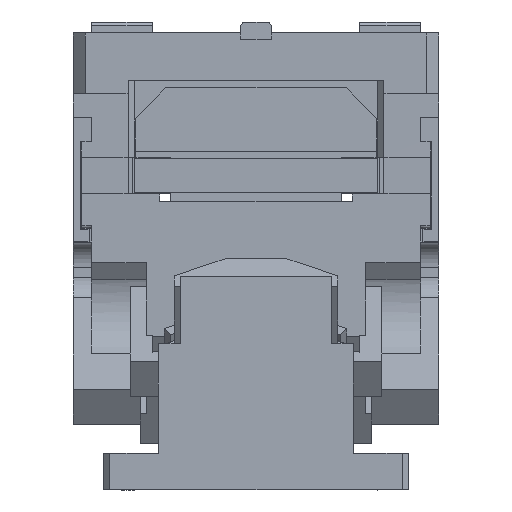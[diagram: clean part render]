
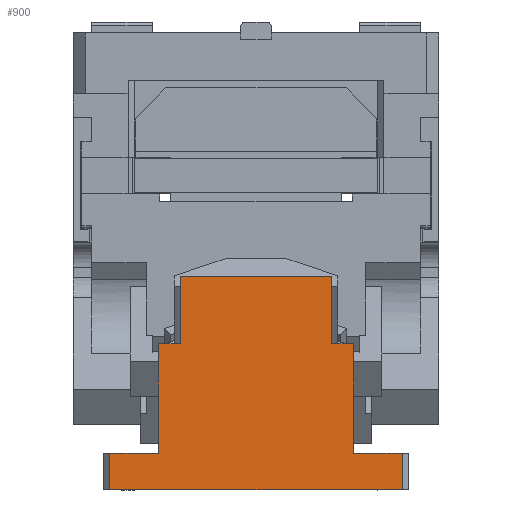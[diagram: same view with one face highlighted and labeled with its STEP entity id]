
A CAD part, left-side view. The second image highlights one B-rep face of the part: STEP entity #900.
In plain terms, the highlighted planar face has unit normal (-1, 0, 0).
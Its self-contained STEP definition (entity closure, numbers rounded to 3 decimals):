
#138=CARTESIAN_POINT('Vertex',(0.,-120.,0.)) ;
#141=CARTESIAN_POINT('Line Origine',(0.,0.,0.)) ;
#145=CARTESIAN_POINT('Vertex',(0.,120.,0.)) ;
#798=CARTESIAN_POINT('Vertex',(0.,-120.,30.)) ;
#801=CARTESIAN_POINT('Line Origine',(0.,-120.,15.)) ;
#813=CARTESIAN_POINT('Axis2P3D Location',(0.,0.,30.)) ;
#818=CARTESIAN_POINT('Line Origine',(0.,62.,147.5)) ;
#822=CARTESIAN_POINT('Vertex',(0.,62.,175.)) ;
#824=CARTESIAN_POINT('Vertex',(0.,62.,120.)) ;
#827=CARTESIAN_POINT('Line Origine',(0.,71.,120.)) ;
#831=CARTESIAN_POINT('Vertex',(0.,80.,120.)) ;
#834=CARTESIAN_POINT('Line Origine',(0.,80.,75.)) ;
#838=CARTESIAN_POINT('Vertex',(0.,80.,30.)) ;
#841=CARTESIAN_POINT('Line Origine',(0.,100.,30.)) ;
#845=CARTESIAN_POINT('Vertex',(0.,120.,30.)) ;
#848=CARTESIAN_POINT('Line Origine',(0.,120.,15.)) ;
#853=CARTESIAN_POINT('Line Origine',(0.,-100.,30.)) ;
#857=CARTESIAN_POINT('Vertex',(0.,-80.,30.)) ;
#860=CARTESIAN_POINT('Line Origine',(0.,-80.,75.)) ;
#864=CARTESIAN_POINT('Vertex',(0.,-80.,120.)) ;
#867=CARTESIAN_POINT('Line Origine',(0.,-71.,120.)) ;
#871=CARTESIAN_POINT('Vertex',(0.,-62.,120.)) ;
#874=CARTESIAN_POINT('Line Origine',(0.,-62.,147.5)) ;
#878=CARTESIAN_POINT('Vertex',(0.,-62.,175.)) ;
#881=CARTESIAN_POINT('Line Origine',(0.,0.,175.)) ;
#142=DIRECTION('Vector Direction',(0.,-1.,0.)) ;
#802=DIRECTION('Vector Direction',(0.,0.,1.)) ;
#814=DIRECTION('Axis2P3D Direction',(-1.,0.,0.)) ;
#815=DIRECTION('Axis2P3D XDirection',(0.,0.,-1.)) ;
#819=DIRECTION('Vector Direction',(0.,0.,-1.)) ;
#828=DIRECTION('Vector Direction',(0.,-1.,0.)) ;
#835=DIRECTION('Vector Direction',(0.,0.,-1.)) ;
#842=DIRECTION('Vector Direction',(0.,1.,0.)) ;
#849=DIRECTION('Vector Direction',(0.,0.,1.)) ;
#854=DIRECTION('Vector Direction',(0.,1.,0.)) ;
#861=DIRECTION('Vector Direction',(0.,0.,-1.)) ;
#868=DIRECTION('Vector Direction',(0.,-1.,0.)) ;
#875=DIRECTION('Vector Direction',(0.,0.,-1.)) ;
#882=DIRECTION('Vector Direction',(0.,1.,0.)) ;
#816=AXIS2_PLACEMENT_3D('Plane Axis2P3D',#813,#814,#815) ;
#887=ORIENTED_EDGE('',*,*,#826,.T.) ;
#888=ORIENTED_EDGE('',*,*,#833,.F.) ;
#889=ORIENTED_EDGE('',*,*,#840,.T.) ;
#890=ORIENTED_EDGE('',*,*,#847,.T.) ;
#891=ORIENTED_EDGE('',*,*,#852,.F.) ;
#892=ORIENTED_EDGE('',*,*,#147,.T.) ;
#893=ORIENTED_EDGE('',*,*,#805,.T.) ;
#894=ORIENTED_EDGE('',*,*,#859,.T.) ;
#895=ORIENTED_EDGE('',*,*,#866,.F.) ;
#896=ORIENTED_EDGE('',*,*,#873,.F.) ;
#897=ORIENTED_EDGE('',*,*,#880,.F.) ;
#898=ORIENTED_EDGE('',*,*,#885,.T.) ;
#143=VECTOR('Line Direction',#142,1.) ;
#803=VECTOR('Line Direction',#802,1.) ;
#820=VECTOR('Line Direction',#819,1.) ;
#829=VECTOR('Line Direction',#828,1.) ;
#836=VECTOR('Line Direction',#835,1.) ;
#843=VECTOR('Line Direction',#842,1.) ;
#850=VECTOR('Line Direction',#849,1.) ;
#855=VECTOR('Line Direction',#854,1.) ;
#862=VECTOR('Line Direction',#861,1.) ;
#869=VECTOR('Line Direction',#868,1.) ;
#876=VECTOR('Line Direction',#875,1.) ;
#883=VECTOR('Line Direction',#882,1.) ;
#900=ADVANCED_FACE('CAM DRIVER',(#899),#817,.T.) ;
#147=EDGE_CURVE('',#146,#139,#144,.T.) ;
#805=EDGE_CURVE('',#139,#799,#804,.T.) ;
#826=EDGE_CURVE('',#823,#825,#821,.T.) ;
#833=EDGE_CURVE('',#832,#825,#830,.T.) ;
#840=EDGE_CURVE('',#832,#839,#837,.T.) ;
#847=EDGE_CURVE('',#839,#846,#844,.T.) ;
#852=EDGE_CURVE('',#146,#846,#851,.T.) ;
#859=EDGE_CURVE('',#799,#858,#856,.T.) ;
#866=EDGE_CURVE('',#865,#858,#863,.T.) ;
#873=EDGE_CURVE('',#872,#865,#870,.T.) ;
#880=EDGE_CURVE('',#879,#872,#877,.T.) ;
#885=EDGE_CURVE('',#879,#823,#884,.T.) ;
#886=EDGE_LOOP('',(#887,#888,#889,#890,#891,#892,#893,#894,#895,#896,#897,#898)) ;
#899=FACE_OUTER_BOUND('',#886,.T.) ;
#144=LINE('Line',#141,#143) ;
#804=LINE('Line',#801,#803) ;
#821=LINE('Line',#818,#820) ;
#830=LINE('Line',#827,#829) ;
#837=LINE('Line',#834,#836) ;
#844=LINE('Line',#841,#843) ;
#851=LINE('Line',#848,#850) ;
#856=LINE('Line',#853,#855) ;
#863=LINE('Line',#860,#862) ;
#870=LINE('Line',#867,#869) ;
#877=LINE('Line',#874,#876) ;
#884=LINE('Line',#881,#883) ;
#817=PLANE('Plane',#816) ;
#139=VERTEX_POINT('',#138) ;
#146=VERTEX_POINT('',#145) ;
#799=VERTEX_POINT('',#798) ;
#823=VERTEX_POINT('',#822) ;
#825=VERTEX_POINT('',#824) ;
#832=VERTEX_POINT('',#831) ;
#839=VERTEX_POINT('',#838) ;
#846=VERTEX_POINT('',#845) ;
#858=VERTEX_POINT('',#857) ;
#865=VERTEX_POINT('',#864) ;
#872=VERTEX_POINT('',#871) ;
#879=VERTEX_POINT('',#878) ;
